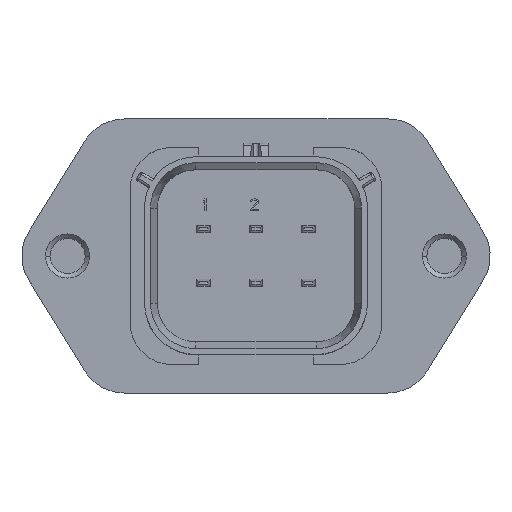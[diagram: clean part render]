
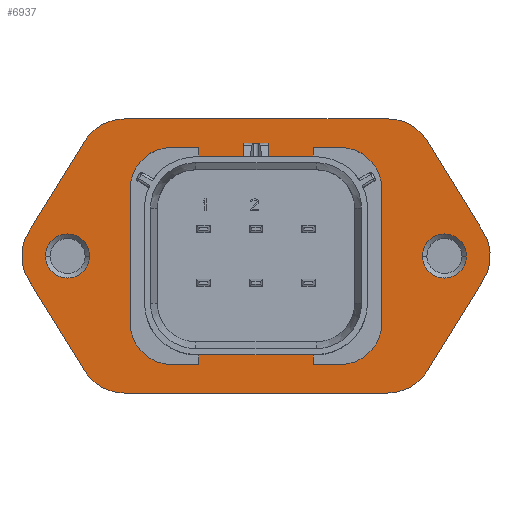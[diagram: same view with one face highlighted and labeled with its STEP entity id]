
A CAD part, top view. The second image highlights one B-rep face of the part: STEP entity #6937.
In plain terms, the highlighted planar face has unit normal (0, 0, 1).
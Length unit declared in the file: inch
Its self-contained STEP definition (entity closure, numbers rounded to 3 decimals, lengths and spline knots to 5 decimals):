
#889=CARTESIAN_POINT('',(-0.825,0.,0.06));
#890=DIRECTION('',(0.,0.,-1.));
#891=DIRECTION('',(1.,0.,0.));
#892=AXIS2_PLACEMENT_3D('',#889,#890,#891);
#894=CARTESIAN_POINT('',(-0.825,0.,0.06));
#895=DIRECTION('',(0.,0.,-1.));
#896=DIRECTION('',(-1.,0.,0.));
#897=AXIS2_PLACEMENT_3D('',#894,#895,#896);
#899=CARTESIAN_POINT('',(0.825,0.,0.06));
#900=DIRECTION('',(0.,0.,-1.));
#901=DIRECTION('',(1.,0.,0.));
#902=AXIS2_PLACEMENT_3D('',#899,#900,#901);
#904=CARTESIAN_POINT('',(0.825,0.,0.06));
#905=DIRECTION('',(0.,0.,-1.));
#906=DIRECTION('',(-1.,0.,0.));
#907=AXIS2_PLACEMENT_3D('',#904,#905,#906);
#909=CARTESIAN_POINT('',(-0.57574,0.395,0.06));
#910=DIRECTION('',(0.,0.,1.));
#911=DIRECTION('',(0.,1.,0.));
#912=AXIS2_PLACEMENT_3D('',#909,#910,#911);
#914=DIRECTION('',(-1.,0.,0.));
#915=VECTOR('',#914,1.15428);
#916=CARTESIAN_POINT('',(0.57854,0.6,0.06));
#917=LINE('',#916,#915);
#918=CARTESIAN_POINT('',(0.57854,0.4,0.06));
#919=DIRECTION('',(0.,0.,1.));
#920=DIRECTION('',(0.851,0.525,0.));
#921=AXIS2_PLACEMENT_3D('',#918,#919,#920);
#923=DIRECTION('',(-0.525,0.851,0.));
#924=VECTOR('',#923,0.46983);
#925=CARTESIAN_POINT('',(0.99527,0.10492,0.06));
#926=LINE('',#925,#924);
#927=CARTESIAN_POINT('',(0.825,0.,0.06));
#928=DIRECTION('',(0.,0.,1.));
#929=DIRECTION('',(0.851,-0.525,0.));
#930=AXIS2_PLACEMENT_3D('',#927,#928,#929);
#932=DIRECTION('',(0.525,0.851,0.));
#933=VECTOR('',#932,0.46704);
#934=CARTESIAN_POINT('',(0.75027,-0.50254,0.06));
#935=LINE('',#934,#933);
#936=CARTESIAN_POINT('',(0.57574,-0.395,0.06));
#937=DIRECTION('',(0.,0.,1.));
#938=DIRECTION('',(0.,-1.,0.));
#939=AXIS2_PLACEMENT_3D('',#936,#937,#938);
#941=DIRECTION('',(1.,0.,0.));
#942=VECTOR('',#941,1.15149);
#943=CARTESIAN_POINT('',(-0.57574,-0.6,0.06));
#944=LINE('',#943,#942);
#945=CARTESIAN_POINT('',(-0.57574,-0.395,0.06));
#946=DIRECTION('',(0.,0.,1.));
#947=DIRECTION('',(-0.851,-0.525,0.));
#948=AXIS2_PLACEMENT_3D('',#945,#946,#947);
#950=DIRECTION('',(0.525,-0.851,0.));
#951=VECTOR('',#950,0.46704);
#952=CARTESIAN_POINT('',(-0.99527,-0.10492,0.06));
#953=LINE('',#952,#951);
#954=CARTESIAN_POINT('',(-0.825,0.,0.06));
#955=DIRECTION('',(0.,0.,1.));
#956=DIRECTION('',(-0.851,0.525,0.));
#957=AXIS2_PLACEMENT_3D('',#954,#955,#956);
#959=DIRECTION('',(-0.525,-0.851,0.));
#960=VECTOR('',#959,0.46704);
#961=CARTESIAN_POINT('',(-0.75027,0.50254,0.06));
#962=LINE('',#961,#960);
#963=DIRECTION('',(0.,1.,0.));
#964=VECTOR('',#963,0.042);
#965=CARTESIAN_POINT('',(0.25,-0.475,0.06));
#966=LINE('',#965,#964);
#967=DIRECTION('',(-1.,0.,0.));
#968=VECTOR('',#967,0.12);
#969=CARTESIAN_POINT('',(0.37,-0.475,0.06));
#970=LINE('',#969,#968);
#971=CARTESIAN_POINT('',(0.37,-0.295,0.06));
#972=DIRECTION('',(0.,0.,-1.));
#973=DIRECTION('',(1.,0.,0.));
#974=AXIS2_PLACEMENT_3D('',#971,#972,#973);
#976=DIRECTION('',(0.,-1.,0.));
#977=VECTOR('',#976,0.59);
#978=CARTESIAN_POINT('',(0.55,0.295,0.06));
#979=LINE('',#978,#977);
#980=CARTESIAN_POINT('',(0.37,0.295,0.06));
#981=DIRECTION('',(0.,0.,-1.));
#982=DIRECTION('',(0.,1.,0.));
#983=AXIS2_PLACEMENT_3D('',#980,#981,#982);
#985=DIRECTION('',(1.,0.,0.));
#986=VECTOR('',#985,0.12);
#987=CARTESIAN_POINT('',(0.25,0.475,0.06));
#988=LINE('',#987,#986);
#989=DIRECTION('',(0.,1.,0.));
#990=VECTOR('',#989,0.042);
#991=CARTESIAN_POINT('',(0.25,0.433,0.06));
#992=LINE('',#991,#990);
#993=DIRECTION('',(0.,-1.,0.));
#994=VECTOR('',#993,0.042);
#995=CARTESIAN_POINT('',(-0.25,0.475,0.06));
#996=LINE('',#995,#994);
#997=DIRECTION('',(1.,0.,0.));
#998=VECTOR('',#997,0.12);
#999=CARTESIAN_POINT('',(-0.37,0.475,0.06));
#1000=LINE('',#999,#998);
#1001=CARTESIAN_POINT('',(-0.37,0.295,0.06));
#1002=DIRECTION('',(0.,0.,-1.));
#1003=DIRECTION('',(-1.,0.,0.));
#1004=AXIS2_PLACEMENT_3D('',#1001,#1002,#1003);
#1006=DIRECTION('',(0.,1.,0.));
#1007=VECTOR('',#1006,0.59);
#1008=CARTESIAN_POINT('',(-0.55,-0.295,0.06));
#1009=LINE('',#1008,#1007);
#1010=CARTESIAN_POINT('',(-0.37,-0.295,0.06));
#1011=DIRECTION('',(0.,0.,-1.));
#1012=DIRECTION('',(0.,-1.,0.));
#1013=AXIS2_PLACEMENT_3D('',#1010,#1011,#1012);
#1015=DIRECTION('',(-1.,0.,0.));
#1016=VECTOR('',#1015,0.12);
#1017=CARTESIAN_POINT('',(-0.25,-0.475,0.06));
#1018=LINE('',#1017,#1016);
#1019=DIRECTION('',(0.,-1.,0.));
#1020=VECTOR('',#1019,0.042);
#1021=CARTESIAN_POINT('',(-0.25,-0.433,0.06));
#1022=LINE('',#1021,#1020);
#1131=DIRECTION('',(1.,0.,0.));
#1132=VECTOR('',#1131,0.5);
#1133=CARTESIAN_POINT('',(-0.25,-0.433,0.06));
#1134=LINE('',#1133,#1132);
#1364=DIRECTION('',(-1.,0.,0.));
#1365=VECTOR('',#1364,0.5);
#1366=CARTESIAN_POINT('',(0.25,0.433,0.06));
#1367=LINE('',#1366,#1365);
#4585=CARTESIAN_POINT('',(-0.57574,0.6,0.06));
#4586=CARTESIAN_POINT('',(-0.75027,0.50254,0.06));
#4587=VERTEX_POINT('',#4585);
#4588=VERTEX_POINT('',#4586);
#4589=CARTESIAN_POINT('',(-0.99527,0.10492,0.06));
#4590=VERTEX_POINT('',#4589);
#4591=CARTESIAN_POINT('',(0.99527,0.10492,0.06));
#4592=CARTESIAN_POINT('',(0.74881,0.50492,0.06));
#4593=VERTEX_POINT('',#4591);
#4594=VERTEX_POINT('',#4592);
#4595=CARTESIAN_POINT('',(0.57854,0.6,0.06));
#4596=VERTEX_POINT('',#4595);
#4597=CARTESIAN_POINT('',(-0.25,-0.433,0.06));
#4598=CARTESIAN_POINT('',(0.25,-0.433,0.06));
#4599=VERTEX_POINT('',#4597);
#4600=VERTEX_POINT('',#4598);
#4601=CARTESIAN_POINT('',(0.25,0.433,0.06));
#4602=CARTESIAN_POINT('',(-0.25,0.433,0.06));
#4603=VERTEX_POINT('',#4601);
#4604=VERTEX_POINT('',#4602);
#4633=CARTESIAN_POINT('',(-0.99527,-0.10492,0.06));
#4634=VERTEX_POINT('',#4633);
#4635=CARTESIAN_POINT('',(-0.75027,-0.50254,0.06));
#4636=VERTEX_POINT('',#4635);
#4637=CARTESIAN_POINT('',(-0.57574,-0.6,0.06));
#4638=VERTEX_POINT('',#4637);
#4639=CARTESIAN_POINT('',(0.57574,-0.6,0.06));
#4640=VERTEX_POINT('',#4639);
#4641=CARTESIAN_POINT('',(0.75027,-0.50254,0.06));
#4642=VERTEX_POINT('',#4641);
#4643=CARTESIAN_POINT('',(0.99527,-0.10492,0.06));
#4644=VERTEX_POINT('',#4643);
#4769=CARTESIAN_POINT('',(-0.37,0.475,0.06));
#4770=CARTESIAN_POINT('',(-0.25,0.475,0.06));
#4771=VERTEX_POINT('',#4769);
#4772=VERTEX_POINT('',#4770);
#4773=CARTESIAN_POINT('',(-0.25,-0.475,0.06));
#4774=CARTESIAN_POINT('',(-0.37,-0.475,0.06));
#4775=VERTEX_POINT('',#4773);
#4776=VERTEX_POINT('',#4774);
#4777=CARTESIAN_POINT('',(-0.55,-0.295,0.06));
#4778=VERTEX_POINT('',#4777);
#4779=CARTESIAN_POINT('',(-0.55,0.295,0.06));
#4780=VERTEX_POINT('',#4779);
#4781=CARTESIAN_POINT('',(0.37,0.475,0.06));
#4782=CARTESIAN_POINT('',(0.55,0.295,0.06));
#4783=VERTEX_POINT('',#4781);
#4784=VERTEX_POINT('',#4782);
#4785=CARTESIAN_POINT('',(0.55,-0.295,0.06));
#4786=VERTEX_POINT('',#4785);
#4787=CARTESIAN_POINT('',(0.37,-0.475,0.06));
#4788=VERTEX_POINT('',#4787);
#4789=CARTESIAN_POINT('',(0.25,-0.475,0.06));
#4790=VERTEX_POINT('',#4789);
#4791=CARTESIAN_POINT('',(0.25,0.475,0.06));
#4792=VERTEX_POINT('',#4791);
#4825=CARTESIAN_POINT('',(-0.7285,0.,0.06));
#4826=CARTESIAN_POINT('',(-0.9215,0.,0.06));
#4827=VERTEX_POINT('',#4825);
#4828=VERTEX_POINT('',#4826);
#4829=CARTESIAN_POINT('',(0.9215,0.,0.06));
#4830=CARTESIAN_POINT('',(0.7285,0.,0.06));
#4831=VERTEX_POINT('',#4829);
#4832=VERTEX_POINT('',#4830);
#6872=CARTESIAN_POINT('',(0.,0.,0.06));
#6873=DIRECTION('',(0.,0.,1.));
#6874=DIRECTION('',(1.,0.,0.));
#6875=AXIS2_PLACEMENT_3D('',#6872,#6873,#6874);
#6876=PLANE('',#6875);
#6877=ORIENTED_EDGE('',*,*,#6712,.F.);
#6878=ORIENTED_EDGE('',*,*,#6727,.F.);
#6879=ORIENTED_EDGE('',*,*,#6741,.F.);
#6880=ORIENTED_EDGE('',*,*,#6755,.F.);
#6881=ORIENTED_EDGE('',*,*,#6769,.F.);
#6882=ORIENTED_EDGE('',*,*,#6783,.F.);
#6883=ORIENTED_EDGE('',*,*,#6797,.F.);
#6884=ORIENTED_EDGE('',*,*,#6811,.F.);
#6885=ORIENTED_EDGE('',*,*,#6825,.F.);
#6886=ORIENTED_EDGE('',*,*,#6839,.F.);
#6887=ORIENTED_EDGE('',*,*,#6853,.F.);
#6888=ORIENTED_EDGE('',*,*,#6866,.F.);
#6889=EDGE_LOOP('',(#6877,#6878,#6879,#6880,#6881,#6882,#6883,#6884,#6885,#6886,
#6887,#6888));
#6890=FACE_OUTER_BOUND('',#6889,.F.);
#6892=ORIENTED_EDGE('',*,*,#6891,.F.);
#6894=ORIENTED_EDGE('',*,*,#6893,.F.);
#6895=EDGE_LOOP('',(#6892,#6894));
#6896=FACE_BOUND('',#6895,.F.);
#6898=ORIENTED_EDGE('',*,*,#6897,.F.);
#6900=ORIENTED_EDGE('',*,*,#6899,.F.);
#6901=EDGE_LOOP('',(#6898,#6900));
#6902=FACE_BOUND('',#6901,.F.);
#6904=ORIENTED_EDGE('',*,*,#6903,.T.);
#6906=ORIENTED_EDGE('',*,*,#6905,.F.);
#6908=ORIENTED_EDGE('',*,*,#6907,.F.);
#6910=ORIENTED_EDGE('',*,*,#6909,.F.);
#6912=ORIENTED_EDGE('',*,*,#6911,.F.);
#6914=ORIENTED_EDGE('',*,*,#6913,.F.);
#6916=ORIENTED_EDGE('',*,*,#6915,.F.);
#6918=ORIENTED_EDGE('',*,*,#6917,.F.);
#6920=ORIENTED_EDGE('',*,*,#6919,.T.);
#6922=ORIENTED_EDGE('',*,*,#6921,.F.);
#6924=ORIENTED_EDGE('',*,*,#6923,.F.);
#6926=ORIENTED_EDGE('',*,*,#6925,.F.);
#6928=ORIENTED_EDGE('',*,*,#6927,.F.);
#6930=ORIENTED_EDGE('',*,*,#6929,.F.);
#6932=ORIENTED_EDGE('',*,*,#6931,.F.);
#6934=ORIENTED_EDGE('',*,*,#6933,.F.);
#6935=EDGE_LOOP('',(#6904,#6906,#6908,#6910,#6912,#6914,#6916,#6918,#6920,#6922,
#6924,#6926,#6928,#6930,#6932,#6934));
#6936=FACE_BOUND('',#6935,.F.);
#6937=ADVANCED_FACE('',(#6890,#6896,#6902,#6936),#6876,.T.);
#893=CIRCLE('',#892,0.0965);
#898=CIRCLE('',#897,0.0965);
#903=CIRCLE('',#902,0.0965);
#908=CIRCLE('',#907,0.0965);
#913=CIRCLE('',#912,0.205);
#922=CIRCLE('',#921,0.2);
#931=CIRCLE('',#930,0.2);
#940=CIRCLE('',#939,0.205);
#949=CIRCLE('',#948,0.205);
#958=CIRCLE('',#957,0.2);
#975=CIRCLE('',#974,0.18);
#984=CIRCLE('',#983,0.18);
#1005=CIRCLE('',#1004,0.18);
#1014=CIRCLE('',#1013,0.18);
#6712=EDGE_CURVE('',#4587,#4588,#913,.T.);
#6727=EDGE_CURVE('',#4596,#4587,#917,.T.);
#6741=EDGE_CURVE('',#4594,#4596,#922,.T.);
#6755=EDGE_CURVE('',#4593,#4594,#926,.T.);
#6769=EDGE_CURVE('',#4644,#4593,#931,.T.);
#6783=EDGE_CURVE('',#4642,#4644,#935,.T.);
#6797=EDGE_CURVE('',#4640,#4642,#940,.T.);
#6811=EDGE_CURVE('',#4638,#4640,#944,.T.);
#6825=EDGE_CURVE('',#4636,#4638,#949,.T.);
#6839=EDGE_CURVE('',#4634,#4636,#953,.T.);
#6853=EDGE_CURVE('',#4590,#4634,#958,.T.);
#6866=EDGE_CURVE('',#4588,#4590,#962,.T.);
#6891=EDGE_CURVE('',#4831,#4832,#903,.T.);
#6893=EDGE_CURVE('',#4832,#4831,#908,.T.);
#6897=EDGE_CURVE('',#4827,#4828,#893,.T.);
#6899=EDGE_CURVE('',#4828,#4827,#898,.T.);
#6903=EDGE_CURVE('',#4599,#4600,#1134,.T.);
#6905=EDGE_CURVE('',#4790,#4600,#966,.T.);
#6907=EDGE_CURVE('',#4788,#4790,#970,.T.);
#6909=EDGE_CURVE('',#4786,#4788,#975,.T.);
#6911=EDGE_CURVE('',#4784,#4786,#979,.T.);
#6913=EDGE_CURVE('',#4783,#4784,#984,.T.);
#6915=EDGE_CURVE('',#4792,#4783,#988,.T.);
#6917=EDGE_CURVE('',#4603,#4792,#992,.T.);
#6919=EDGE_CURVE('',#4603,#4604,#1367,.T.);
#6921=EDGE_CURVE('',#4772,#4604,#996,.T.);
#6923=EDGE_CURVE('',#4771,#4772,#1000,.T.);
#6925=EDGE_CURVE('',#4780,#4771,#1005,.T.);
#6927=EDGE_CURVE('',#4778,#4780,#1009,.T.);
#6929=EDGE_CURVE('',#4776,#4778,#1014,.T.);
#6931=EDGE_CURVE('',#4775,#4776,#1018,.T.);
#6933=EDGE_CURVE('',#4599,#4775,#1022,.T.);
